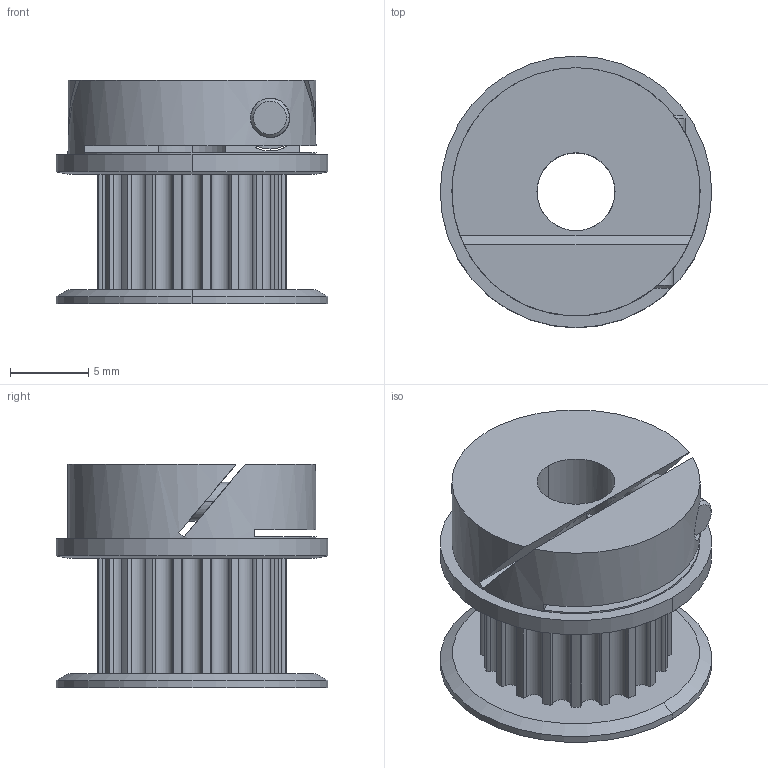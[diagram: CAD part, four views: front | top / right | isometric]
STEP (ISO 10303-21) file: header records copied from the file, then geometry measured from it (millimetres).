
FILE_DESCRIPTION((''),'2;1');
FILE_NAME('15','2016-06-24T',('SYSTEM'),(''),'PRO/ENGINEER BY PARAMETRIC TECHNOLOGY CORPORATION, 2015110','PRO/ENGINEER BY PARAMETRIC TECHNOLOGY CORPORATION, 2015110','');
FILE_SCHEMA(('AUTOMOTIVE_DESIGN { 1 0 10303 214 1 1 1 1 }'));
Length unit declared in the file: millimetre
Products named in the file (1): 15
Bounding box: 17.4 x 17.4 x 14.3 mm (x, y, z)
Volume: 1763.3 mm3; surface area: 2164 mm2
Topology: 1 solids, 1 shells, 146 faces, 410 edges, 272 vertices
Faces by surface type: cylinder 107, plane 29, cone 10
Entity records: 5343 total; most frequent: CARTESIAN_POINT 1236, DIRECTION 915, ORIENTED_EDGE 820, EDGE_CURVE 410, AXIS2_PLACEMENT_3D 377, VERTEX_POINT 272, CIRCLE 231, VECTOR 161
